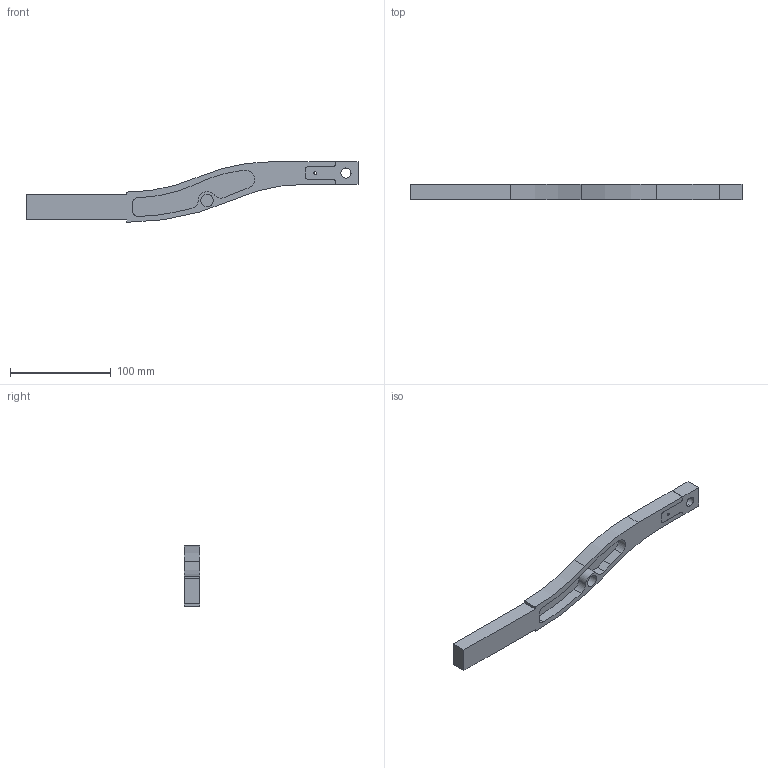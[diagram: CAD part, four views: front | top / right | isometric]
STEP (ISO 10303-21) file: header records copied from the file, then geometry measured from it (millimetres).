
FILE_DESCRIPTION(('FreeCAD Model'),'2;1');
FILE_NAME('Open CASCADE Shape Model','2023-01-23T14:50:17',('Author'),( ''),'Open CASCADE STEP processor 7.6','FreeCAD','Unknown');
FILE_SCHEMA(('AUTOMOTIVE_DESIGN { 1 0 10303 214 1 1 1 1 }'));
Length unit declared in the file: millimetre
Products named in the file (3): rear_strut_v3; Cut004; Cut006
Assembly tree (2 placements, depth 2):
  rear_strut_v3
    Cut004
    Cut006
Bounding box: 330 x 15 x 60.26 mm (x, y, z)
Volume: 110823.2 mm3; surface area: 35302.4 mm2
Topology: 2 solids, 2 shells, 64 faces, 174 edges, 116 vertices
Faces by surface type: plane 35, cylinder 29
Full cylindrical faces by diameter (mm): 2.6 x1, 2.8 x1, 12.3 x1
Entity records: 4596 total; most frequent: CARTESIAN_POINT 1073, DIRECTION 651, LINE 373, VECTOR 373, ORIENTED_EDGE 348, PCURVE 348, DEFINITIONAL_REPRESENTATION 348, EDGE_CURVE 174
